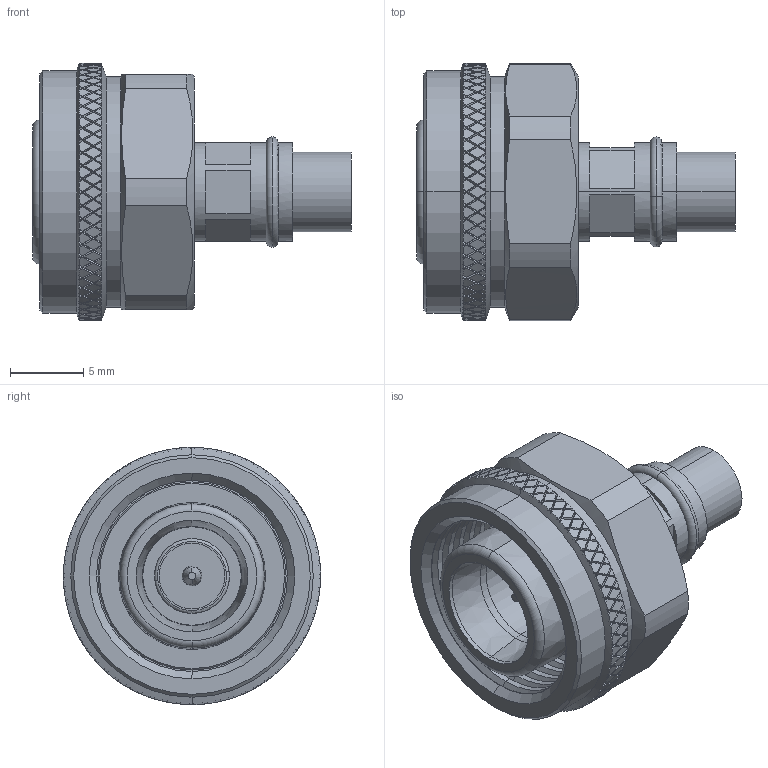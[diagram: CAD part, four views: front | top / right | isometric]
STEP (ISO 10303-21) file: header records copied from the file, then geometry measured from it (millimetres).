
FILE_DESCRIPTION (( 'STEP AP214' ), '1' );
FILE_NAME ('TC-402-225M-LP-MA1-FM.STEP', '2021-03-17T14:58:20', ( '' ), ( '' ), 'SwSTEP 2.0', 'SolidWorks 2020', '' );
FILE_SCHEMA (( 'AUTOMOTIVE_DESIGN' ));
Products named in the file (1): TC-402-225M-LP-MA1-FM
Bounding box: 21.7 x 17.5 x 17.5 mm (x, y, z)
Volume: 1856.9 mm3; surface area: 2521.3 mm2
Topology: 1 solids, 1 shells, 1261 faces, 3038 edges, 1798 vertices
Faces by surface type: bspline 720, cylinder 303, plane 163, cone 54, torus 21
Entity records: 46001 total; most frequent: CARTESIAN_POINT 26009, ORIENTED_EDGE 6076, EDGE_CURVE 3038, DIRECTION 2158, VERTEX_POINT 1798, EDGE_LOOP 1282, FACE_OUTER_BOUND 1261, ADVANCED_FACE 1261
